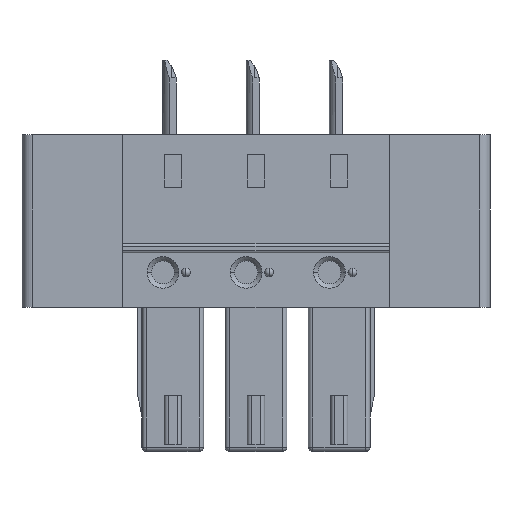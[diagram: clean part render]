
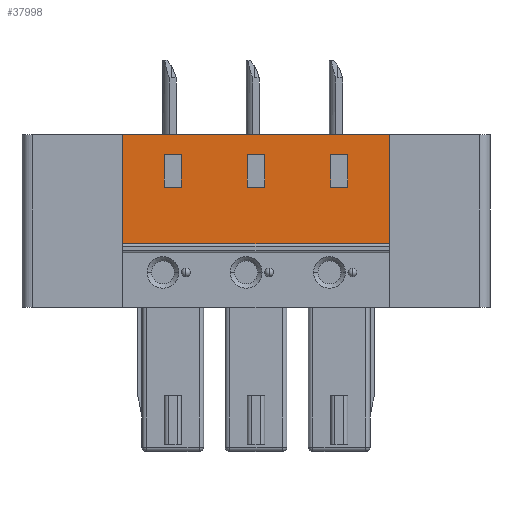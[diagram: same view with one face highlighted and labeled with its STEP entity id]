
A CAD part, front view. The second image highlights one B-rep face of the part: STEP entity #37998.
In plain terms, the highlighted planar face has unit normal (0, -1, 0).
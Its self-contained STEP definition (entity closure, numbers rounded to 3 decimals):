
#15707=DIRECTION('',(0.,0.,-1.));
#15708=VECTOR('',#15707,5.);
#15709=CARTESIAN_POINT('',(-9.92,-3.7,0.));
#15710=LINE('',#15709,#15708);
#15741=DIRECTION('',(0.,0.,-1.));
#15742=VECTOR('',#15741,1.5);
#15743=CARTESIAN_POINT('',(-0.4,-3.7,-0.9));
#15744=LINE('',#15743,#15742);
#15745=DIRECTION('',(1.,0.,0.));
#15746=VECTOR('',#15745,0.8);
#15747=CARTESIAN_POINT('',(-0.4,-3.7,-2.4));
#15748=LINE('',#15747,#15746);
#15749=DIRECTION('',(0.,0.,1.));
#15750=VECTOR('',#15749,1.5);
#15751=CARTESIAN_POINT('',(0.4,-3.7,-2.4));
#15752=LINE('',#15751,#15750);
#15753=DIRECTION('',(-1.,0.,0.));
#15754=VECTOR('',#15753,0.8);
#15755=CARTESIAN_POINT('',(0.4,-3.7,-0.9));
#15756=LINE('',#15755,#15754);
#15777=DIRECTION('',(0.,0.,-1.));
#15778=VECTOR('',#15777,1.5);
#15779=CARTESIAN_POINT('',(-4.21,-3.7,-0.9));
#15780=LINE('',#15779,#15778);
#15781=DIRECTION('',(1.,0.,0.));
#15782=VECTOR('',#15781,0.8);
#15783=CARTESIAN_POINT('',(-4.21,-3.7,-2.4));
#15784=LINE('',#15783,#15782);
#15785=DIRECTION('',(0.,0.,1.));
#15786=VECTOR('',#15785,1.5);
#15787=CARTESIAN_POINT('',(-3.41,-3.7,-2.4));
#15788=LINE('',#15787,#15786);
#15789=DIRECTION('',(-1.,0.,0.));
#15790=VECTOR('',#15789,0.8);
#15791=CARTESIAN_POINT('',(-3.41,-3.7,-0.9));
#15792=LINE('',#15791,#15790);
#15813=DIRECTION('',(0.,0.,-1.));
#15814=VECTOR('',#15813,1.5);
#15815=CARTESIAN_POINT('',(-8.02,-3.7,-0.9));
#15816=LINE('',#15815,#15814);
#15817=DIRECTION('',(1.,0.,0.));
#15818=VECTOR('',#15817,0.8);
#15819=CARTESIAN_POINT('',(-8.02,-3.7,-2.4));
#15820=LINE('',#15819,#15818);
#15821=DIRECTION('',(0.,0.,1.));
#15822=VECTOR('',#15821,1.5);
#15823=CARTESIAN_POINT('',(-7.22,-3.7,-2.4));
#15824=LINE('',#15823,#15822);
#15825=DIRECTION('',(-1.,0.,0.));
#15826=VECTOR('',#15825,0.8);
#15827=CARTESIAN_POINT('',(-7.22,-3.7,-0.9));
#15828=LINE('',#15827,#15826);
#15829=DIRECTION('',(1.,0.,0.));
#15830=VECTOR('',#15829,12.22);
#15831=CARTESIAN_POINT('',(-9.92,-3.7,0.));
#15832=LINE('',#15831,#15830);
#16023=DIRECTION('',(1.,0.,0.));
#16024=VECTOR('',#16023,12.22);
#16025=CARTESIAN_POINT('',(-9.92,-3.7,-5.));
#16026=LINE('',#16025,#16024);
#16081=DIRECTION('',(0.,0.,-1.));
#16082=VECTOR('',#16081,5.);
#16083=CARTESIAN_POINT('',(2.3,-3.7,0.));
#16084=LINE('',#16083,#16082);
#17669=CARTESIAN_POINT('',(-0.4,-3.7,-0.9));
#17670=CARTESIAN_POINT('',(-0.4,-3.7,-2.4));
#17671=VERTEX_POINT('',#17669);
#17672=VERTEX_POINT('',#17670);
#17673=CARTESIAN_POINT('',(0.4,-3.7,-2.4));
#17674=VERTEX_POINT('',#17673);
#17675=CARTESIAN_POINT('',(0.4,-3.7,-0.9));
#17676=VERTEX_POINT('',#17675);
#17843=CARTESIAN_POINT('',(-4.21,-3.7,-0.9));
#17844=CARTESIAN_POINT('',(-4.21,-3.7,-2.4));
#17845=VERTEX_POINT('',#17843);
#17846=VERTEX_POINT('',#17844);
#17847=CARTESIAN_POINT('',(-3.41,-3.7,-2.4));
#17848=VERTEX_POINT('',#17847);
#17849=CARTESIAN_POINT('',(-3.41,-3.7,-0.9));
#17850=VERTEX_POINT('',#17849);
#18017=CARTESIAN_POINT('',(-8.02,-3.7,-0.9));
#18018=CARTESIAN_POINT('',(-8.02,-3.7,-2.4));
#18019=VERTEX_POINT('',#18017);
#18020=VERTEX_POINT('',#18018);
#18021=CARTESIAN_POINT('',(-7.22,-3.7,-2.4));
#18022=VERTEX_POINT('',#18021);
#18023=CARTESIAN_POINT('',(-7.22,-3.7,-0.9));
#18024=VERTEX_POINT('',#18023);
#18135=CARTESIAN_POINT('',(2.3,-3.7,0.));
#18136=CARTESIAN_POINT('',(2.3,-3.7,-5.));
#18137=VERTEX_POINT('',#18135);
#18138=VERTEX_POINT('',#18136);
#18151=CARTESIAN_POINT('',(-9.92,-3.7,0.));
#18152=VERTEX_POINT('',#18151);
#18155=CARTESIAN_POINT('',(-9.92,-3.7,-5.));
#18156=VERTEX_POINT('',#18155);
#37955=CARTESIAN_POINT('',(-1.905,-3.7,0.));
#37956=DIRECTION('',(0.,-1.,0.));
#37957=DIRECTION('',(0.,0.,-1.));
#37958=AXIS2_PLACEMENT_3D('',#37955,#37956,#37957);
#37959=PLANE('',#37958);
#37961=ORIENTED_EDGE('',*,*,#37960,.F.);
#37962=ORIENTED_EDGE('',*,*,#37937,.F.);
#37963=ORIENTED_EDGE('',*,*,#30099,.T.);
#37965=ORIENTED_EDGE('',*,*,#37964,.T.);
#37966=EDGE_LOOP('',(#37961,#37962,#37963,#37965));
#37967=FACE_OUTER_BOUND('',#37966,.F.);
#37969=ORIENTED_EDGE('',*,*,#37968,.T.);
#37971=ORIENTED_EDGE('',*,*,#37970,.T.);
#37973=ORIENTED_EDGE('',*,*,#37972,.T.);
#37975=ORIENTED_EDGE('',*,*,#37974,.T.);
#37976=EDGE_LOOP('',(#37969,#37971,#37973,#37975));
#37977=FACE_BOUND('',#37976,.F.);
#37979=ORIENTED_EDGE('',*,*,#37978,.T.);
#37981=ORIENTED_EDGE('',*,*,#37980,.T.);
#37983=ORIENTED_EDGE('',*,*,#37982,.T.);
#37985=ORIENTED_EDGE('',*,*,#37984,.T.);
#37986=EDGE_LOOP('',(#37979,#37981,#37983,#37985));
#37987=FACE_BOUND('',#37986,.F.);
#37989=ORIENTED_EDGE('',*,*,#37988,.T.);
#37991=ORIENTED_EDGE('',*,*,#37990,.T.);
#37993=ORIENTED_EDGE('',*,*,#37992,.T.);
#37995=ORIENTED_EDGE('',*,*,#37994,.T.);
#37996=EDGE_LOOP('',(#37989,#37991,#37993,#37995));
#37997=FACE_BOUND('',#37996,.F.);
#37998=ADVANCED_FACE('',(#37967,#37977,#37987,#37997),#37959,.T.);
#30099=EDGE_CURVE('',#18152,#18137,#15832,.T.);
#37937=EDGE_CURVE('',#18152,#18156,#15710,.T.);
#37960=EDGE_CURVE('',#18156,#18138,#16026,.T.);
#37964=EDGE_CURVE('',#18137,#18138,#16084,.T.);
#37968=EDGE_CURVE('',#17671,#17672,#15744,.T.);
#37970=EDGE_CURVE('',#17672,#17674,#15748,.T.);
#37972=EDGE_CURVE('',#17674,#17676,#15752,.T.);
#37974=EDGE_CURVE('',#17676,#17671,#15756,.T.);
#37978=EDGE_CURVE('',#17845,#17846,#15780,.T.);
#37980=EDGE_CURVE('',#17846,#17848,#15784,.T.);
#37982=EDGE_CURVE('',#17848,#17850,#15788,.T.);
#37984=EDGE_CURVE('',#17850,#17845,#15792,.T.);
#37988=EDGE_CURVE('',#18019,#18020,#15816,.T.);
#37990=EDGE_CURVE('',#18020,#18022,#15820,.T.);
#37992=EDGE_CURVE('',#18022,#18024,#15824,.T.);
#37994=EDGE_CURVE('',#18024,#18019,#15828,.T.);
